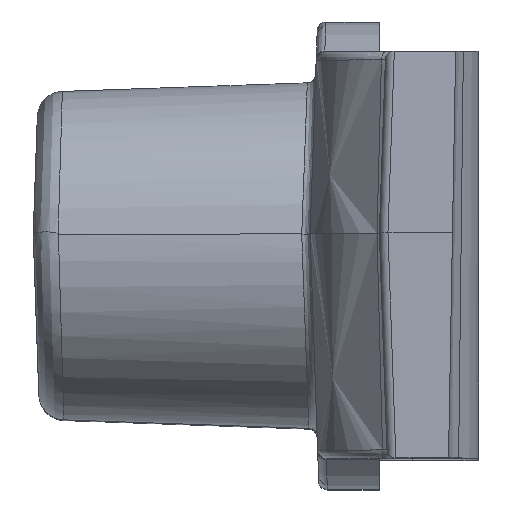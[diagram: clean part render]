
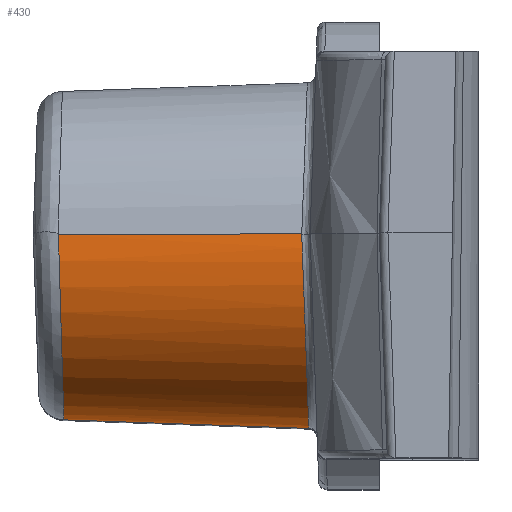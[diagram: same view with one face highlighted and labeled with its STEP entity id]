
A CAD part, top view. The second image highlights one B-rep face of the part: STEP entity #430.
In plain terms, the highlighted free-form (B-spline) face has degree [1, 3] with [2, 10] control points.
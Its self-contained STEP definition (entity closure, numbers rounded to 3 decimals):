
#21 = ORIENTED_EDGE ( 'NONE', *, *, #204, .T. ) ;
#204 = EDGE_CURVE ( 'NONE', #6096, #5473, #1864, .T. ) ;
#356 = CARTESIAN_POINT ( 'NONE',  ( -30.367, -3.11, 13.331 ) ) ;
#403 = VERTEX_POINT ( 'NONE', #3297 ) ;
#430 = ADVANCED_FACE ( 'NONE', ( #3917 ), #6428, .F. ) ;
#449 = CARTESIAN_POINT ( 'NONE',  ( -30.329, -4.192, 12.066 ) ) ;
#475 = CARTESIAN_POINT ( 'NONE',  ( -30.543, -3.467, 13.089 ) ) ;
#523 = CARTESIAN_POINT ( 'NONE',  ( -33.371, -3.294, 13.09 ) ) ;
#544 = CARTESIAN_POINT ( 'NONE',  ( -30.515, -4.247, 11.781 ) ) ;
#575 = CARTESIAN_POINT ( 'NONE',  ( -30.597, -2., 13.481 ) ) ;
#937 = CARTESIAN_POINT ( 'NONE',  ( -34.366, -3.839, 12.506 ) ) ;
#981 = CARTESIAN_POINT ( 'NONE',  ( -33.393, -2.547, 13.379 ) ) ;
#998 = CARTESIAN_POINT ( 'NONE',  ( -30.517, -4.186, 12.065 ) ) ;
#1009 = CARTESIAN_POINT ( 'NONE',  ( -33.346, -4.133, 11.768 ) ) ;
#1044 = CARTESIAN_POINT ( 'NONE',  ( -33.381, -2.937, 13.274 ) ) ;
#1105 = CARTESIAN_POINT ( 'NONE',  ( -33.346, -4.148, 11.5 ) ) ;
#1539 = CARTESIAN_POINT ( 'NONE',  ( -33.03, -2.011, 13.397 ) ) ;
#1573 = CARTESIAN_POINT ( 'NONE',  ( -33.368, -3.405, 13.012 ) ) ;
#1603 = CARTESIAN_POINT ( 'NONE',  ( -32.273, -2.008, 13.423 ) ) ;
#1840 = CARTESIAN_POINT ( 'NONE',  ( -34.356, -4.113, 11.5 ) ) ;
#1864 = B_SPLINE_CURVE_WITH_KNOTS ( 'NONE', 3,
 ( #6025, #4118, #5535, #1603, #5660, #1539, #4644 ),
 .UNSPECIFIED., .F., .F.,
 ( 4, 3, 4 ),
 ( 0.017, 0.018, 0.019 ),
 .UNSPECIFIED. ) ;
#1979 = CARTESIAN_POINT ( 'NONE',  ( -34.372, -3.679, 12.723 ) ) ;
#2118 = CARTESIAN_POINT ( 'NONE',  ( -33.354, -3.857, 12.519 ) ) ;
#2373 = CARTESIAN_POINT ( 'NONE',  ( -34.356, -4.113, 11.763 ) ) ;
#2438 = CARTESIAN_POINT ( 'NONE',  ( -30.515, -4.247, 11.5 ) ) ;
#2536 = B_SPLINE_CURVE_WITH_KNOTS ( 'NONE', 3,
 ( #5401, #5536, #5500, #981, #4086, #1044, #3134, #523, #1573, #2542, #6089, #2118, #3000, #6123, #5098, #1009, #3101, #1105 ),
 .UNSPECIFIED., .F., .F.,
 ( 4, 2, 2, 2, 2, 2, 2, 2, 4 ),
 ( 0., 0., 0.001, 0.001, 0.002, 0.002, 0.002, 0.003, 0.003 ),
 .UNSPECIFIED. ) ;
#2542 = CARTESIAN_POINT ( 'NONE',  ( -33.362, -3.605, 12.835 ) ) ;
#2565 = CARTESIAN_POINT ( 'NONE',  ( -30.526, -3.941, 12.571 ) ) ;
#2596 = CARTESIAN_POINT ( 'NONE',  ( -30.536, -3.677, 12.904 ) ) ;
#2834 = CARTESIAN_POINT ( 'NONE',  ( -30.358, -3.363, 13.19 ) ) ;
#2864 = CARTESIAN_POINT ( 'NONE',  ( -34.387, -3.284, 13.071 ) ) ;
#2899 = CARTESIAN_POINT ( 'NONE',  ( -30.337, -3.959, 12.582 ) ) ;
#2929 = CARTESIAN_POINT ( 'NONE',  ( -34.414, -2.546, 13.358 ) ) ;
#2983 = VECTOR ( 'NONE', #5550, 1000. ) ;
#3000 = CARTESIAN_POINT ( 'NONE',  ( -33.352, -3.924, 12.404 ) ) ;
#3019 = CARTESIAN_POINT ( 'NONE',  ( -30.561, -2.975, 13.366 ) ) ;
#3052 = CARTESIAN_POINT ( 'NONE',  ( -30.557, -3.104, 13.31 ) ) ;
#3060 = EDGE_CURVE ( 'NONE', #4621, #6096, #6119, .T. ) ;
#3101 = CARTESIAN_POINT ( 'NONE',  ( -33.346, -4.148, 11.635 ) ) ;
#3134 = CARTESIAN_POINT ( 'NONE',  ( -33.378, -3.06, 13.222 ) ) ;
#3181 = ORIENTED_EDGE ( 'NONE', *, *, #3060, .T. ) ;
#3297 = CARTESIAN_POINT ( 'NONE',  ( -33.346, -4.148, 11.5 ) ) ;
#3420 = CARTESIAN_POINT ( 'NONE',  ( -30.386, -2.569, 13.498 ) ) ;
#3917 = FACE_OUTER_BOUND ( 'NONE', #4586, .T. ) ;
#4043 = LINE ( 'NONE', #6043, #2983 ) ;
#4086 = CARTESIAN_POINT ( 'NONE',  ( -33.389, -2.681, 13.354 ) ) ;
#4118 = CARTESIAN_POINT ( 'NONE',  ( -31.156, -2.003, 13.462 ) ) ;
#4445 = CARTESIAN_POINT ( 'NONE',  ( -34.358, -4.056, 12.026 ) ) ;
#4586 = EDGE_LOOP ( 'NONE', ( #5087, #3181, #21, #6046 ) ) ;
#4621 = VERTEX_POINT ( 'NONE', #2438 ) ;
#4644 = CARTESIAN_POINT ( 'NONE',  ( -33.409, -2.013, 13.384 ) ) ;
#4865 = CARTESIAN_POINT ( 'NONE',  ( -30.327, -4.253, 11.5 ) ) ;
#4934 = CARTESIAN_POINT ( 'NONE',  ( -34.434, -2.017, 13.348 ) ) ;
#4960 = CARTESIAN_POINT ( 'NONE',  ( -30.515, -4.247, 11.5 ) ) ;
#5022 = CARTESIAN_POINT ( 'NONE',  ( -30.587, -2.279, 13.516 ) ) ;
#5055 = CARTESIAN_POINT ( 'NONE',  ( -30.597, -2., 13.481 ) ) ;
#5087 = ORIENTED_EDGE ( 'NONE', *, *, #6404, .T. ) ;
#5098 = CARTESIAN_POINT ( 'NONE',  ( -33.348, -4.077, 12.03 ) ) ;
#5351 = EDGE_CURVE ( 'NONE', #5473, #403, #2536, .T. ) ;
#5401 = CARTESIAN_POINT ( 'NONE',  ( -33.409, -2.013, 13.384 ) ) ;
#5424 = CARTESIAN_POINT ( 'NONE',  ( -30.406, -2., 13.488 ) ) ;
#5473 = VERTEX_POINT ( 'NONE', #6042 ) ;
#5500 = CARTESIAN_POINT ( 'NONE',  ( -33.401, -2.281, 13.403 ) ) ;
#5524 = CARTESIAN_POINT ( 'NONE',  ( -30.532, -3.773, 12.799 ) ) ;
#5535 = CARTESIAN_POINT ( 'NONE',  ( -31.714, -2.005, 13.442 ) ) ;
#5536 = CARTESIAN_POINT ( 'NONE',  ( -33.405, -2.147, 13.4 ) ) ;
#5550 = DIRECTION ( 'NONE',  ( 0.999, -0.035, 0. ) ) ;
#5660 = CARTESIAN_POINT ( 'NONE',  ( -32.652, -2.009, 13.41 ) ) ;
#5850 = CARTESIAN_POINT ( 'NONE',  ( -30.396, -2.281, 13.523 ) ) ;
#6011 = CARTESIAN_POINT ( 'NONE',  ( -30.523, -4.012, 12.45 ) ) ;
#6025 = CARTESIAN_POINT ( 'NONE',  ( -30.597, -2., 13.481 ) ) ;
#6042 = CARTESIAN_POINT ( 'NONE',  ( -33.409, -2.013, 13.384 ) ) ;
#6043 = CARTESIAN_POINT ( 'NONE',  ( -30.421, -4.25, 11.5 ) ) ;
#6046 = ORIENTED_EDGE ( 'NONE', *, *, #5351, .T. ) ;
#6048 = CARTESIAN_POINT ( 'NONE',  ( -30.547, -3.351, 13.172 ) ) ;
#6089 = CARTESIAN_POINT ( 'NONE',  ( -33.359, -3.697, 12.736 ) ) ;
#6096 = VERTEX_POINT ( 'NONE', #5055 ) ;
#6119 = B_SPLINE_CURVE_WITH_KNOTS ( 'NONE', 3,
 ( #4960, #544, #998, #6011, #2565, #5524, #2596, #475, #6048, #3052, #3019, #6511, #5022, #575 ),
 .UNSPECIFIED., .F., .F.,
 ( 4, 2, 2, 2, 2, 2, 4 ),
 ( 0., 0.001, 0.001, 0.002, 0.002, 0.003, 0.003 ),
 .UNSPECIFIED. ) ;
#6123 = CARTESIAN_POINT ( 'NONE',  ( -33.349, -4.035, 12.16 ) ) ;
#6353 = CARTESIAN_POINT ( 'NONE',  ( -30.343, -3.787, 12.815 ) ) ;
#6384 = CARTESIAN_POINT ( 'NONE',  ( -34.424, -2.278, 13.381 ) ) ;
#6404 = EDGE_CURVE ( 'NONE', #403, #4621, #4043, .T. ) ;
#6419 = CARTESIAN_POINT ( 'NONE',  ( -34.396, -3.05, 13.203 ) ) ;
#6428 = B_SPLINE_SURFACE_WITH_KNOTS ( 'NONE', 1, 3, ( 
 ( #4865, #6484, #449, #2899, #6353, #2834, #356, #3420, #5850, #5424 ),
 ( #1840, #2373, #4445, #937, #1979, #2864, #6419, #2929, #6384, #4934 ) ),
 .UNSPECIFIED., .F., .F., .F.,
 ( 2, 2 ),
 ( 4, 2, 2, 2, 4 ),
 ( 0., 1. ),
 ( 0., 0.424, 0.848, 1.272, 1.696 ),
 .UNSPECIFIED. ) ;
#6484 = CARTESIAN_POINT ( 'NONE',  ( -30.327, -4.253, 11.783 ) ) ;
#6511 = CARTESIAN_POINT ( 'NONE',  ( -30.576, -2.572, 13.491 ) ) ;
